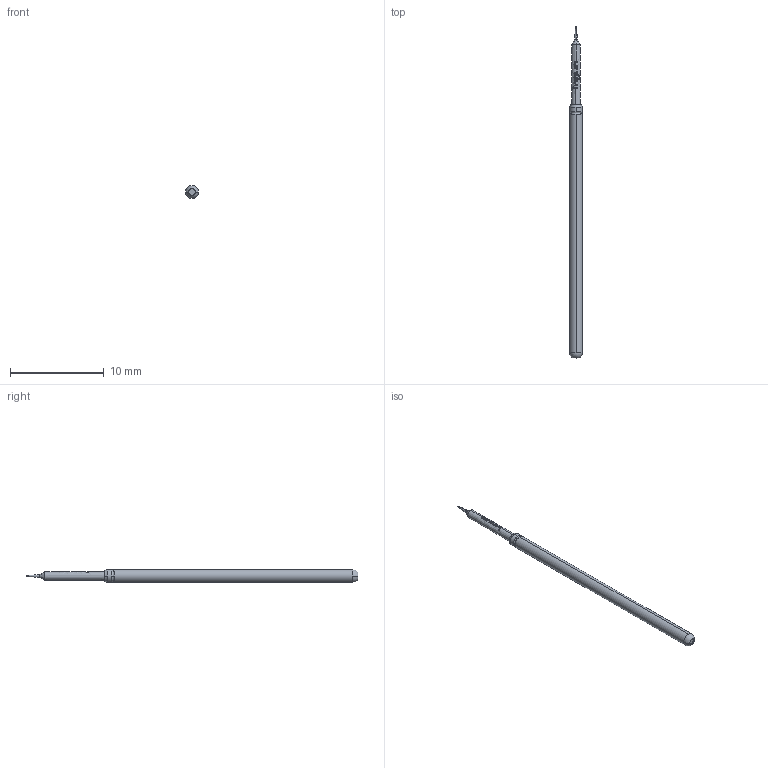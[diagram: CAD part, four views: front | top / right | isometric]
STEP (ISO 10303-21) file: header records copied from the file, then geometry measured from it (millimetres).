
FILE_DESCRIPTION (( 'STEP AP203' ), '1' );
FILE_NAME ('INGUN_GKS-100_231_090_A_xx00_LH.STEP', '2021-10-29T08:46:15', ( 'ochi' ), ( '' ), 'SwSTEP 2.0', 'SolidWorks 2018', '' );
FILE_SCHEMA (( 'CONFIG_CONTROL_DESIGN' ));
Length unit declared in the file: millimetre
Products named in the file (1): INGUN_GKS-100_231_090_A_xx00_LH
Bounding box: 1.37 x 35.4 x 1.37 mm (x, y, z)
Volume: 43.9 mm3; surface area: 138.2 mm2
Topology: 1 solids, 1 shells, 101 faces, 283 edges, 182 vertices
Faces by surface type: bspline 59, cone 24, torus 8, cylinder 6, sphere 2, plane 2
Entity records: 4347 total; most frequent: CARTESIAN_POINT 2241, ORIENTED_EDGE 558, EDGE_CURVE 279, B_SPLINE_CURVE_WITH_KNOTS 207, DIRECTION 204, VERTEX_POINT 182, EDGE_LOOP 103, ADVANCED_FACE 101
